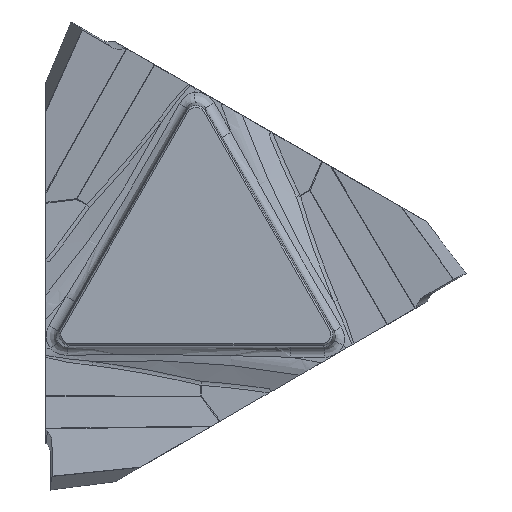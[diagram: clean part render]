
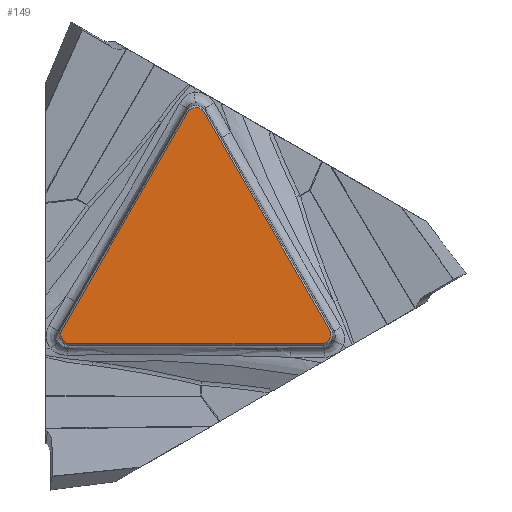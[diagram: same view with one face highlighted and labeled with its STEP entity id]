
A CAD part, left-side view. The second image highlights one B-rep face of the part: STEP entity #149.
In plain terms, the highlighted planar face has unit normal (-1, 0, 0).
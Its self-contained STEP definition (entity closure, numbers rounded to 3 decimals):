
#149=ADVANCED_FACE('',(#285),#247,.T.);
#247=PLANE('',#1741);
#285=FACE_OUTER_BOUND('',#383,.T.);
#383=EDGE_LOOP('',(#603,#604,#605,#606,#607,#608));
#603=ORIENTED_EDGE('',*,*,#1250,.T.);
#604=ORIENTED_EDGE('',*,*,#1251,.T.);
#605=ORIENTED_EDGE('',*,*,#1252,.T.);
#606=ORIENTED_EDGE('',*,*,#1253,.T.);
#607=ORIENTED_EDGE('',*,*,#1254,.T.);
#608=ORIENTED_EDGE('',*,*,#1255,.T.);
#1093=VERTEX_POINT('',#2610);
#1094=VERTEX_POINT('',#2611);
#1095=VERTEX_POINT('',#2613);
#1096=VERTEX_POINT('',#2618);
#1097=VERTEX_POINT('',#2620);
#1098=VERTEX_POINT('',#2625);
#1250=EDGE_CURVE('',#1093,#1094,#1656,.T.);
#1251=EDGE_CURVE('',#1094,#1095,#1460,.T.);
#1252=EDGE_CURVE('',#1095,#1096,#1657,.T.);
#1253=EDGE_CURVE('',#1096,#1097,#1461,.T.);
#1254=EDGE_CURVE('',#1097,#1098,#1658,.T.);
#1255=EDGE_CURVE('',#1098,#1093,#1462,.T.);
#1460=LINE('',#2612,#1568);
#1461=LINE('',#2619,#1569);
#1462=LINE('',#2626,#1570);
#1568=VECTOR('',#1987,1.);
#1569=VECTOR('',#1988,1.);
#1570=VECTOR('',#1989,1.);
#1656=B_SPLINE_CURVE_WITH_KNOTS('',3,(#2606,#2607,#2608,#2609),
 .UNSPECIFIED.,.F.,.F.,(4,4),(0.,1.),.UNSPECIFIED.);
#1657=B_SPLINE_CURVE_WITH_KNOTS('',3,(#2614,#2615,#2616,#2617),
 .UNSPECIFIED.,.F.,.F.,(4,4),(0.,1.),.UNSPECIFIED.);
#1658=B_SPLINE_CURVE_WITH_KNOTS('',3,(#2621,#2622,#2623,#2624),
 .UNSPECIFIED.,.F.,.F.,(4,4),(0.,1.),.UNSPECIFIED.);
#1741=AXIS2_PLACEMENT_3D('',#2627,#1990,#1991);
#1987=DIRECTION('',(0.,0.5,0.866));
#1988=DIRECTION('',(0.,0.5,-0.866));
#1989=DIRECTION('',(0.,-1.,0.));
#1990=DIRECTION('',(-1.,0.,0.));
#1991=DIRECTION('',(0.,0.,-1.));
#2606=CARTESIAN_POINT('',(-4.,-5.976,-3.876));
#2607=CARTESIAN_POINT('',(-4.,-6.286,-3.877));
#2608=CARTESIAN_POINT('',(-4.,-6.485,-3.479));
#2609=CARTESIAN_POINT('',(-4.,-6.345,-3.237));
#2610=CARTESIAN_POINT('',(-4.,-5.976,-3.876));
#2611=CARTESIAN_POINT('',(-4.,-6.345,-3.237));
#2612=CARTESIAN_POINT('',(-4.,-6.343,-3.234));
#2613=CARTESIAN_POINT('',(-4.,-0.369,7.114));
#2614=CARTESIAN_POINT('',(-4.,-0.369,7.114));
#2615=CARTESIAN_POINT('',(-4.,-0.214,7.382));
#2616=CARTESIAN_POINT('',(-4.,0.23,7.356));
#2617=CARTESIAN_POINT('',(-4.,0.369,7.114));
#2618=CARTESIAN_POINT('',(-4.,0.369,7.114));
#2619=CARTESIAN_POINT('',(-4.,0.371,7.11));
#2620=CARTESIAN_POINT('',(-4.,6.345,-3.237));
#2621=CARTESIAN_POINT('',(-4.,6.345,-3.237));
#2622=CARTESIAN_POINT('',(-4.,6.5,-3.506));
#2623=CARTESIAN_POINT('',(-4.,6.255,-3.877));
#2624=CARTESIAN_POINT('',(-4.,5.976,-3.876));
#2625=CARTESIAN_POINT('',(-4.,5.976,-3.876));
#2626=CARTESIAN_POINT('',(-4.,5.972,-3.876));
#2627=CARTESIAN_POINT('',(-4.,0.,0.));
